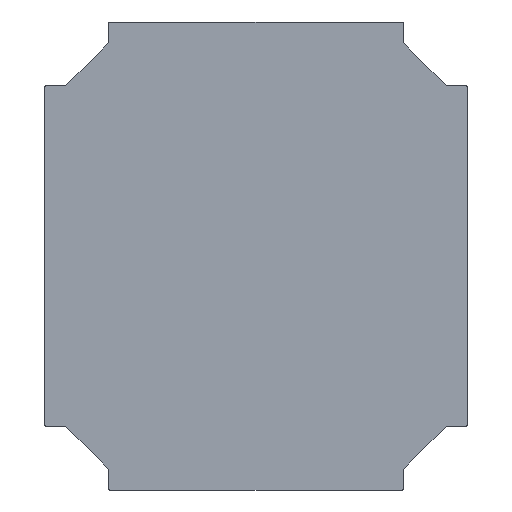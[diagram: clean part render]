
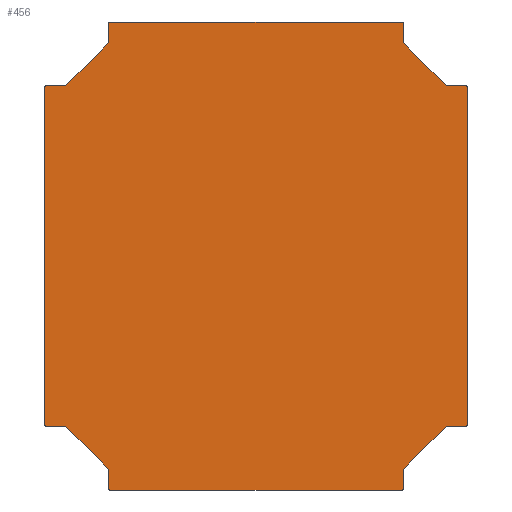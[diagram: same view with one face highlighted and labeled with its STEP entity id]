
A CAD part, front view. The second image highlights one B-rep face of the part: STEP entity #456.
In plain terms, the highlighted planar face has unit normal (0, -1, 0).
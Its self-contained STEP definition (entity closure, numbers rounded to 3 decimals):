
#1=CARTESIAN_POINT('',(597.5,-2.,-92.5));
#2=DIRECTION('',(0.,-1.,0.));
#3=DIRECTION('',(1.,0.,0.));
#4=AXIS2_PLACEMENT_3D('',#1,#2,#3);
#6=DIRECTION('',(0.,0.,1.));
#7=VECTOR('',#6,480.);
#8=CARTESIAN_POINT('',(599.5,-2.,-572.5));
#9=LINE('',#8,#7);
#10=CARTESIAN_POINT('',(597.5,-2.,-572.5));
#11=DIRECTION('',(0.,-1.,0.));
#12=DIRECTION('',(0.,0.,-1.));
#13=AXIS2_PLACEMENT_3D('',#10,#11,#12);
#15=DIRECTION('',(1.,0.,0.));
#16=VECTOR('',#15,27.707);
#17=CARTESIAN_POINT('',(569.793,-2.,-574.5));
#18=LINE('',#17,#16);
#19=DIRECTION('',(0.707,0.,0.707));
#20=VECTOR('',#19,85.267);
#21=CARTESIAN_POINT('',(509.5,-2.,-634.793));
#22=LINE('',#21,#20);
#23=DIRECTION('',(0.,0.,1.));
#24=VECTOR('',#23,27.707);
#25=CARTESIAN_POINT('',(509.5,-2.,-662.5));
#26=LINE('',#25,#24);
#27=CARTESIAN_POINT('',(507.5,-2.,-662.5));
#28=DIRECTION('',(0.,-1.,0.));
#29=DIRECTION('',(0.,0.,-1.));
#30=AXIS2_PLACEMENT_3D('',#27,#28,#29);
#32=DIRECTION('',(1.,0.,0.));
#33=VECTOR('',#32,415.);
#34=CARTESIAN_POINT('',(92.5,-2.,-664.5));
#35=LINE('',#34,#33);
#36=CARTESIAN_POINT('',(92.5,-2.,-662.5));
#37=DIRECTION('',(0.,-1.,0.));
#38=DIRECTION('',(-1.,0.,0.));
#39=AXIS2_PLACEMENT_3D('',#36,#37,#38);
#41=DIRECTION('',(0.,0.,-1.));
#42=VECTOR('',#41,27.707);
#43=CARTESIAN_POINT('',(90.5,-2.,-634.793));
#44=LINE('',#43,#42);
#45=DIRECTION('',(0.707,0.,-0.707));
#46=VECTOR('',#45,85.267);
#47=CARTESIAN_POINT('',(30.207,-2.,-574.5));
#48=LINE('',#47,#46);
#49=DIRECTION('',(1.,0.,0.));
#50=VECTOR('',#49,27.707);
#51=CARTESIAN_POINT('',(2.5,-2.,-574.5));
#52=LINE('',#51,#50);
#53=CARTESIAN_POINT('',(2.5,-2.,-572.5));
#54=DIRECTION('',(0.,-1.,0.));
#55=DIRECTION('',(-1.,0.,0.));
#56=AXIS2_PLACEMENT_3D('',#53,#54,#55);
#58=DIRECTION('',(0.,0.,-1.));
#59=VECTOR('',#58,480.);
#60=CARTESIAN_POINT('',(0.5,-2.,-92.5));
#61=LINE('',#60,#59);
#62=CARTESIAN_POINT('',(2.5,-2.,-92.5));
#63=DIRECTION('',(0.,-1.,0.));
#64=DIRECTION('',(0.,0.,1.));
#65=AXIS2_PLACEMENT_3D('',#62,#63,#64);
#67=DIRECTION('',(-1.,0.,0.));
#68=VECTOR('',#67,27.707);
#69=CARTESIAN_POINT('',(30.207,-2.,-90.5));
#70=LINE('',#69,#68);
#71=DIRECTION('',(-0.707,0.,-0.707));
#72=VECTOR('',#71,85.267);
#73=CARTESIAN_POINT('',(90.5,-2.,-30.207));
#74=LINE('',#73,#72);
#75=DIRECTION('',(0.,0.,-1.));
#76=VECTOR('',#75,27.707);
#77=CARTESIAN_POINT('',(90.5,-2.,-2.5));
#78=LINE('',#77,#76);
#79=CARTESIAN_POINT('',(92.5,-2.,-2.5));
#80=DIRECTION('',(0.,-1.,0.));
#81=DIRECTION('',(0.,0.,1.));
#82=AXIS2_PLACEMENT_3D('',#79,#80,#81);
#84=DIRECTION('',(-1.,0.,0.));
#85=VECTOR('',#84,415.);
#86=CARTESIAN_POINT('',(507.5,-2.,-0.5));
#87=LINE('',#86,#85);
#88=CARTESIAN_POINT('',(507.5,-2.,-2.5));
#89=DIRECTION('',(0.,-1.,0.));
#90=DIRECTION('',(1.,0.,0.));
#91=AXIS2_PLACEMENT_3D('',#88,#89,#90);
#93=DIRECTION('',(0.,0.,1.));
#94=VECTOR('',#93,27.707);
#95=CARTESIAN_POINT('',(509.5,-2.,-30.207));
#96=LINE('',#95,#94);
#97=DIRECTION('',(-0.707,0.,0.707));
#98=VECTOR('',#97,85.267);
#99=CARTESIAN_POINT('',(569.793,-2.,-90.5));
#100=LINE('',#99,#98);
#101=DIRECTION('',(-1.,0.,0.));
#102=VECTOR('',#101,27.707);
#103=CARTESIAN_POINT('',(597.5,-2.,-90.5));
#104=LINE('',#103,#102);
#305=CARTESIAN_POINT('',(30.207,-2.,-574.5));
#306=CARTESIAN_POINT('',(90.5,-2.,-634.793));
#307=VERTEX_POINT('',#305);
#308=VERTEX_POINT('',#306);
#309=CARTESIAN_POINT('',(509.5,-2.,-634.793));
#310=CARTESIAN_POINT('',(569.793,-2.,-574.5));
#311=VERTEX_POINT('',#309);
#312=VERTEX_POINT('',#310);
#313=CARTESIAN_POINT('',(569.793,-2.,-90.5));
#314=CARTESIAN_POINT('',(509.5,-2.,-30.207));
#315=VERTEX_POINT('',#313);
#316=VERTEX_POINT('',#314);
#317=CARTESIAN_POINT('',(90.5,-2.,-30.207));
#318=CARTESIAN_POINT('',(30.207,-2.,-90.5));
#319=VERTEX_POINT('',#317);
#320=VERTEX_POINT('',#318);
#341=CARTESIAN_POINT('',(599.5,-2.,-92.5));
#342=VERTEX_POINT('',#341);
#343=CARTESIAN_POINT('',(597.5,-2.,-90.5));
#344=VERTEX_POINT('',#343);
#349=CARTESIAN_POINT('',(597.5,-2.,-574.5));
#350=VERTEX_POINT('',#349);
#351=CARTESIAN_POINT('',(599.5,-2.,-572.5));
#352=VERTEX_POINT('',#351);
#357=CARTESIAN_POINT('',(507.5,-2.,-664.5));
#358=VERTEX_POINT('',#357);
#359=CARTESIAN_POINT('',(509.5,-2.,-662.5));
#360=VERTEX_POINT('',#359);
#365=CARTESIAN_POINT('',(90.5,-2.,-662.5));
#366=VERTEX_POINT('',#365);
#367=CARTESIAN_POINT('',(92.5,-2.,-664.5));
#368=VERTEX_POINT('',#367);
#369=CARTESIAN_POINT('',(0.5,-2.,-572.5));
#370=CARTESIAN_POINT('',(2.5,-2.,-574.5));
#371=VERTEX_POINT('',#369);
#372=VERTEX_POINT('',#370);
#381=CARTESIAN_POINT('',(2.5,-2.,-90.5));
#382=VERTEX_POINT('',#381);
#383=CARTESIAN_POINT('',(0.5,-2.,-92.5));
#384=VERTEX_POINT('',#383);
#389=CARTESIAN_POINT('',(92.5,-2.,-0.5));
#390=VERTEX_POINT('',#389);
#391=CARTESIAN_POINT('',(90.5,-2.,-2.5));
#392=VERTEX_POINT('',#391);
#397=CARTESIAN_POINT('',(509.5,-2.,-2.5));
#398=VERTEX_POINT('',#397);
#399=CARTESIAN_POINT('',(507.5,-2.,-0.5));
#400=VERTEX_POINT('',#399);
#401=CARTESIAN_POINT('',(0.,-2.,0.));
#402=DIRECTION('',(0.,1.,0.));
#403=DIRECTION('',(1.,0.,0.));
#404=AXIS2_PLACEMENT_3D('',#401,#402,#403);
#405=PLANE('',#404);
#407=ORIENTED_EDGE('',*,*,#406,.F.);
#409=ORIENTED_EDGE('',*,*,#408,.F.);
#411=ORIENTED_EDGE('',*,*,#410,.F.);
#413=ORIENTED_EDGE('',*,*,#412,.F.);
#415=ORIENTED_EDGE('',*,*,#414,.F.);
#417=ORIENTED_EDGE('',*,*,#416,.F.);
#419=ORIENTED_EDGE('',*,*,#418,.F.);
#421=ORIENTED_EDGE('',*,*,#420,.F.);
#423=ORIENTED_EDGE('',*,*,#422,.F.);
#425=ORIENTED_EDGE('',*,*,#424,.F.);
#427=ORIENTED_EDGE('',*,*,#426,.F.);
#429=ORIENTED_EDGE('',*,*,#428,.F.);
#431=ORIENTED_EDGE('',*,*,#430,.F.);
#433=ORIENTED_EDGE('',*,*,#432,.F.);
#435=ORIENTED_EDGE('',*,*,#434,.F.);
#437=ORIENTED_EDGE('',*,*,#436,.F.);
#439=ORIENTED_EDGE('',*,*,#438,.F.);
#441=ORIENTED_EDGE('',*,*,#440,.F.);
#443=ORIENTED_EDGE('',*,*,#442,.F.);
#445=ORIENTED_EDGE('',*,*,#444,.F.);
#447=ORIENTED_EDGE('',*,*,#446,.F.);
#449=ORIENTED_EDGE('',*,*,#448,.F.);
#451=ORIENTED_EDGE('',*,*,#450,.F.);
#453=ORIENTED_EDGE('',*,*,#452,.F.);
#454=EDGE_LOOP('',(#407,#409,#411,#413,#415,#417,#419,#421,#423,#425,#427,#429,
#431,#433,#435,#437,#439,#441,#443,#445,#447,#449,#451,#453));
#455=FACE_OUTER_BOUND('',#454,.F.);
#456=ADVANCED_FACE('',(#455),#405,.F.);
#5=CIRCLE('',#4,2.);
#14=CIRCLE('',#13,2.);
#31=CIRCLE('',#30,2.);
#40=CIRCLE('',#39,2.);
#57=CIRCLE('',#56,2.);
#66=CIRCLE('',#65,2.);
#83=CIRCLE('',#82,2.);
#92=CIRCLE('',#91,2.);
#406=EDGE_CURVE('',#342,#344,#5,.T.);
#408=EDGE_CURVE('',#352,#342,#9,.T.);
#410=EDGE_CURVE('',#350,#352,#14,.T.);
#412=EDGE_CURVE('',#312,#350,#18,.T.);
#414=EDGE_CURVE('',#311,#312,#22,.T.);
#416=EDGE_CURVE('',#360,#311,#26,.T.);
#418=EDGE_CURVE('',#358,#360,#31,.T.);
#420=EDGE_CURVE('',#368,#358,#35,.T.);
#422=EDGE_CURVE('',#366,#368,#40,.T.);
#424=EDGE_CURVE('',#308,#366,#44,.T.);
#426=EDGE_CURVE('',#307,#308,#48,.T.);
#428=EDGE_CURVE('',#372,#307,#52,.T.);
#430=EDGE_CURVE('',#371,#372,#57,.T.);
#432=EDGE_CURVE('',#384,#371,#61,.T.);
#434=EDGE_CURVE('',#382,#384,#66,.T.);
#436=EDGE_CURVE('',#320,#382,#70,.T.);
#438=EDGE_CURVE('',#319,#320,#74,.T.);
#440=EDGE_CURVE('',#392,#319,#78,.T.);
#442=EDGE_CURVE('',#390,#392,#83,.T.);
#444=EDGE_CURVE('',#400,#390,#87,.T.);
#446=EDGE_CURVE('',#398,#400,#92,.T.);
#448=EDGE_CURVE('',#316,#398,#96,.T.);
#450=EDGE_CURVE('',#315,#316,#100,.T.);
#452=EDGE_CURVE('',#344,#315,#104,.T.);
